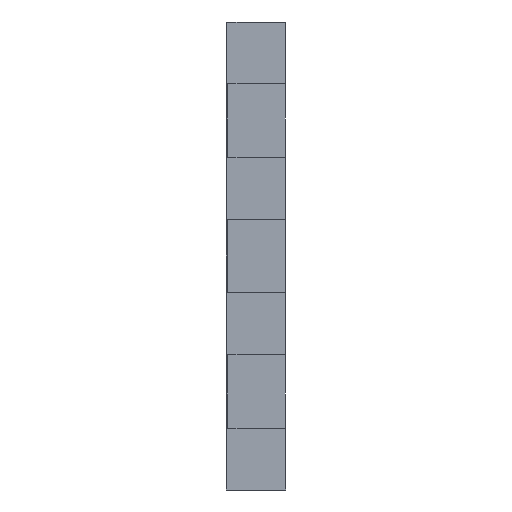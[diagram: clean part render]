
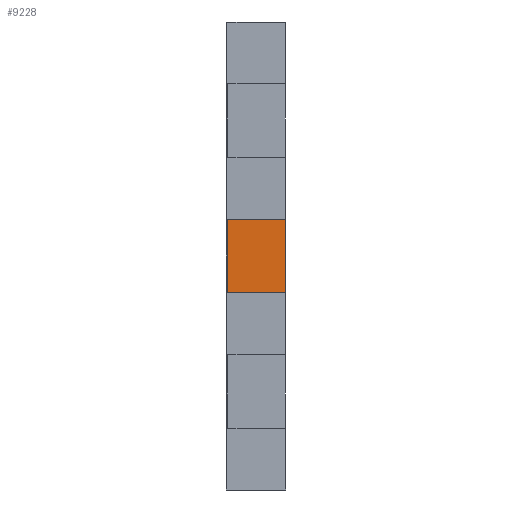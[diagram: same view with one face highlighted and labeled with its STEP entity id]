
A CAD part, left-side view. The second image highlights one B-rep face of the part: STEP entity #9228.
In plain terms, the highlighted planar face has unit normal (-1, 0, 0).
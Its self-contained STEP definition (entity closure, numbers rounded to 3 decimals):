
#389 = VERTEX_POINT ( 'NONE', #2067 ) ;
#1116 = DIRECTION ( 'NONE',  ( 0., -1., 0. ) ) ;
#1561 = CARTESIAN_POINT ( 'NONE',  ( 0.279, 0.442, -1.5 ) ) ;
#1769 = LINE ( 'NONE', #3248, #8217 ) ;
#1992 = ORIENTED_EDGE ( 'NONE', *, *, #9542, .T. ) ;
#2067 = CARTESIAN_POINT ( 'NONE',  ( 0.279, 0.442, -2.063 ) ) ;
#2124 = LINE ( 'NONE', #4827, #7373 ) ;
#2293 = AXIS2_PLACEMENT_3D ( 'NONE', #10297, #6026, #1116 ) ;
#2418 = DIRECTION ( 'NONE',  ( 0., -1., 0. ) ) ;
#2835 = DIRECTION ( 'NONE',  ( 0., 0., 1. ) ) ;
#3248 = CARTESIAN_POINT ( 'NONE',  ( 0.279, 0.442, -1.5 ) ) ;
#4010 = EDGE_CURVE ( 'NONE', #5416, #5682, #2124, .T. ) ;
#4382 = DIRECTION ( 'NONE',  ( 0., 0., 1. ) ) ;
#4552 = LINE ( 'NONE', #9440, #5567 ) ;
#4639 = ORIENTED_EDGE ( 'NONE', *, *, #9688, .F. ) ;
#4659 = CARTESIAN_POINT ( 'NONE',  ( 0.279, 0.442, -2.063 ) ) ;
#4827 = CARTESIAN_POINT ( 'NONE',  ( 0.279, 0., -3.563 ) ) ;
#5124 = CARTESIAN_POINT ( 'NONE',  ( 0.279, 0., -1.5 ) ) ;
#5416 = VERTEX_POINT ( 'NONE', #8027 ) ;
#5567 = VECTOR ( 'NONE', #4382, 1000. ) ;
#5594 = ORIENTED_EDGE ( 'NONE', *, *, #4010, .T. ) ;
#5682 = VERTEX_POINT ( 'NONE', #5124 ) ;
#6026 = DIRECTION ( 'NONE',  ( -1., 0., 0. ) ) ;
#6275 = EDGE_LOOP ( 'NONE', ( #6991, #1992, #5594, #4639 ) ) ;
#6293 = VECTOR ( 'NONE', #8141, 1000. ) ;
#6910 = FACE_OUTER_BOUND ( 'NONE', #6275, .T. ) ;
#6991 = ORIENTED_EDGE ( 'NONE', *, *, #7919, .F. ) ;
#7373 = VECTOR ( 'NONE', #2835, 1000. ) ;
#7919 = EDGE_CURVE ( 'NONE', #389, #7994, #4552, .T. ) ;
#7994 = VERTEX_POINT ( 'NONE', #1561 ) ;
#8027 = CARTESIAN_POINT ( 'NONE',  ( 0.279, 0., -2.063 ) ) ;
#8141 = DIRECTION ( 'NONE',  ( 0., -1., 0. ) ) ;
#8217 = VECTOR ( 'NONE', #2418, 1000. ) ;
#9228 = ADVANCED_FACE ( 'NONE', ( #6910 ), #9513, .T. ) ;
#9440 = CARTESIAN_POINT ( 'NONE',  ( 0.279, 0.442, -3.563 ) ) ;
#9513 = PLANE ( 'NONE',  #2293 ) ;
#9542 = EDGE_CURVE ( 'NONE', #389, #5416, #10497, .T. ) ;
#9688 = EDGE_CURVE ( 'NONE', #7994, #5682, #1769, .T. ) ;
#10297 = CARTESIAN_POINT ( 'NONE',  ( 0.279, 0.442, -3.563 ) ) ;
#10497 = LINE ( 'NONE', #4659, #6293 ) ;
